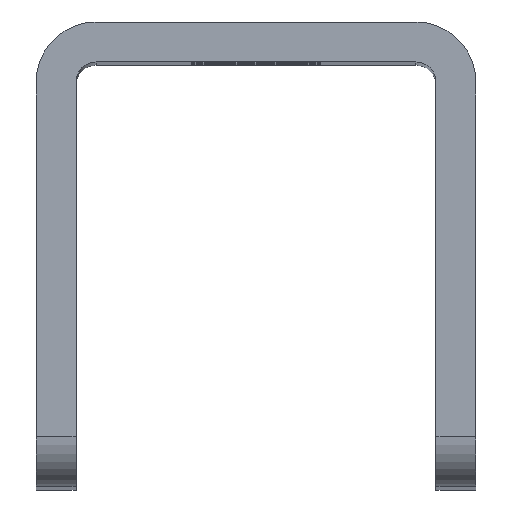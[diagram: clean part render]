
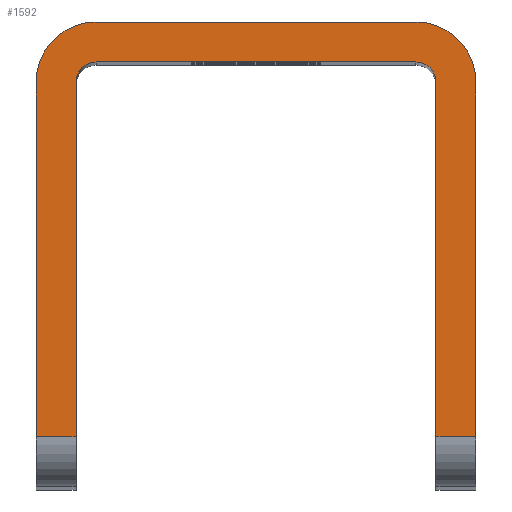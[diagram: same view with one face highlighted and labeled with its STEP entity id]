
A CAD part, top view. The second image highlights one B-rep face of the part: STEP entity #1592.
In plain terms, the highlighted planar face has unit normal (0, 0, 1).
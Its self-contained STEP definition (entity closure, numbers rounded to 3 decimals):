
#578=DIRECTION('',(1.,0.,0.));
#579=VECTOR('',#578,4.);
#580=CARTESIAN_POINT('',(18.,5.,95.));
#581=LINE('',#580,#579);
#582=DIRECTION('',(0.,-1.,0.));
#583=VECTOR('',#582,35.5);
#584=CARTESIAN_POINT('',(18.,40.5,95.));
#585=LINE('',#584,#583);
#586=CARTESIAN_POINT('',(16.,40.5,95.));
#587=DIRECTION('',(0.,0.,-1.));
#588=DIRECTION('',(0.,1.,0.));
#589=AXIS2_PLACEMENT_3D('',#586,#587,#588);
#591=DIRECTION('',(1.,0.,0.));
#592=VECTOR('',#591,32.);
#593=CARTESIAN_POINT('',(-16.,42.5,95.));
#594=LINE('',#593,#592);
#595=CARTESIAN_POINT('',(-16.,40.5,95.));
#596=DIRECTION('',(0.,0.,-1.));
#597=DIRECTION('',(-1.,0.,0.));
#598=AXIS2_PLACEMENT_3D('',#595,#596,#597);
#600=DIRECTION('',(0.,1.,0.));
#601=VECTOR('',#600,35.5);
#602=CARTESIAN_POINT('',(-18.,5.,95.));
#603=LINE('',#602,#601);
#604=DIRECTION('',(1.,0.,0.));
#605=VECTOR('',#604,4.);
#606=CARTESIAN_POINT('',(-22.,5.,95.));
#607=LINE('',#606,#605);
#608=DIRECTION('',(0.,-1.,0.));
#609=VECTOR('',#608,35.5);
#610=CARTESIAN_POINT('',(-22.,40.5,95.));
#611=LINE('',#610,#609);
#612=CARTESIAN_POINT('',(-16.,40.5,95.));
#613=DIRECTION('',(0.,0.,1.));
#614=DIRECTION('',(0.,1.,0.));
#615=AXIS2_PLACEMENT_3D('',#612,#613,#614);
#617=DIRECTION('',(-1.,0.,0.));
#618=VECTOR('',#617,32.);
#619=CARTESIAN_POINT('',(16.,46.5,95.));
#620=LINE('',#619,#618);
#621=CARTESIAN_POINT('',(16.,40.5,95.));
#622=DIRECTION('',(0.,0.,1.));
#623=DIRECTION('',(1.,0.,0.));
#624=AXIS2_PLACEMENT_3D('',#621,#622,#623);
#626=DIRECTION('',(0.,1.,0.));
#627=VECTOR('',#626,35.5);
#628=CARTESIAN_POINT('',(22.,5.,95.));
#629=LINE('',#628,#627);
#850=CARTESIAN_POINT('',(22.,40.5,95.));
#851=CARTESIAN_POINT('',(16.,46.5,95.));
#852=VERTEX_POINT('',#850);
#853=VERTEX_POINT('',#851);
#854=CARTESIAN_POINT('',(-16.,46.5,95.));
#855=VERTEX_POINT('',#854);
#856=CARTESIAN_POINT('',(-22.,40.5,95.));
#857=VERTEX_POINT('',#856);
#858=CARTESIAN_POINT('',(-18.,40.5,95.));
#859=CARTESIAN_POINT('',(-16.,42.5,95.));
#860=VERTEX_POINT('',#858);
#861=VERTEX_POINT('',#859);
#862=CARTESIAN_POINT('',(16.,42.5,95.));
#863=VERTEX_POINT('',#862);
#864=CARTESIAN_POINT('',(18.,40.5,95.));
#865=VERTEX_POINT('',#864);
#882=CARTESIAN_POINT('',(22.,5.,95.));
#884=VERTEX_POINT('',#882);
#888=CARTESIAN_POINT('',(18.,5.,95.));
#889=VERTEX_POINT('',#888);
#890=CARTESIAN_POINT('',(-18.,5.,95.));
#892=VERTEX_POINT('',#890);
#896=CARTESIAN_POINT('',(-22.,5.,95.));
#897=VERTEX_POINT('',#896);
#1572=CARTESIAN_POINT('',(0.,0.,95.));
#1573=DIRECTION('',(0.,0.,1.));
#1574=DIRECTION('',(1.,0.,0.));
#1575=AXIS2_PLACEMENT_3D('',#1572,#1573,#1574);
#1576=PLANE('',#1575);
#1578=ORIENTED_EDGE('',*,*,#1577,.F.);
#1579=ORIENTED_EDGE('',*,*,#1358,.F.);
#1580=ORIENTED_EDGE('',*,*,#1415,.F.);
#1581=ORIENTED_EDGE('',*,*,#1429,.F.);
#1582=ORIENTED_EDGE('',*,*,#1483,.F.);
#1583=ORIENTED_EDGE('',*,*,#1499,.F.);
#1584=ORIENTED_EDGE('',*,*,#1567,.F.);
#1585=ORIENTED_EDGE('',*,*,#1146,.F.);
#1586=ORIENTED_EDGE('',*,*,#1203,.F.);
#1587=ORIENTED_EDGE('',*,*,#1217,.F.);
#1588=ORIENTED_EDGE('',*,*,#1271,.F.);
#1589=ORIENTED_EDGE('',*,*,#1288,.F.);
#1590=EDGE_LOOP('',(#1578,#1579,#1580,#1581,#1582,#1583,#1584,#1585,#1586,#1587,
#1588,#1589));
#1591=FACE_OUTER_BOUND('',#1590,.F.);
#1592=ADVANCED_FACE('',(#1591),#1576,.T.);
#590=CIRCLE('',#589,2.);
#599=CIRCLE('',#598,2.);
#616=CIRCLE('',#615,6.);
#625=CIRCLE('',#624,6.);
#1146=EDGE_CURVE('',#857,#897,#611,.T.);
#1203=EDGE_CURVE('',#855,#857,#616,.T.);
#1217=EDGE_CURVE('',#853,#855,#620,.T.);
#1271=EDGE_CURVE('',#852,#853,#625,.T.);
#1288=EDGE_CURVE('',#884,#852,#629,.T.);
#1358=EDGE_CURVE('',#865,#889,#585,.T.);
#1415=EDGE_CURVE('',#863,#865,#590,.T.);
#1429=EDGE_CURVE('',#861,#863,#594,.T.);
#1483=EDGE_CURVE('',#860,#861,#599,.T.);
#1499=EDGE_CURVE('',#892,#860,#603,.T.);
#1567=EDGE_CURVE('',#897,#892,#607,.T.);
#1577=EDGE_CURVE('',#889,#884,#581,.T.);
